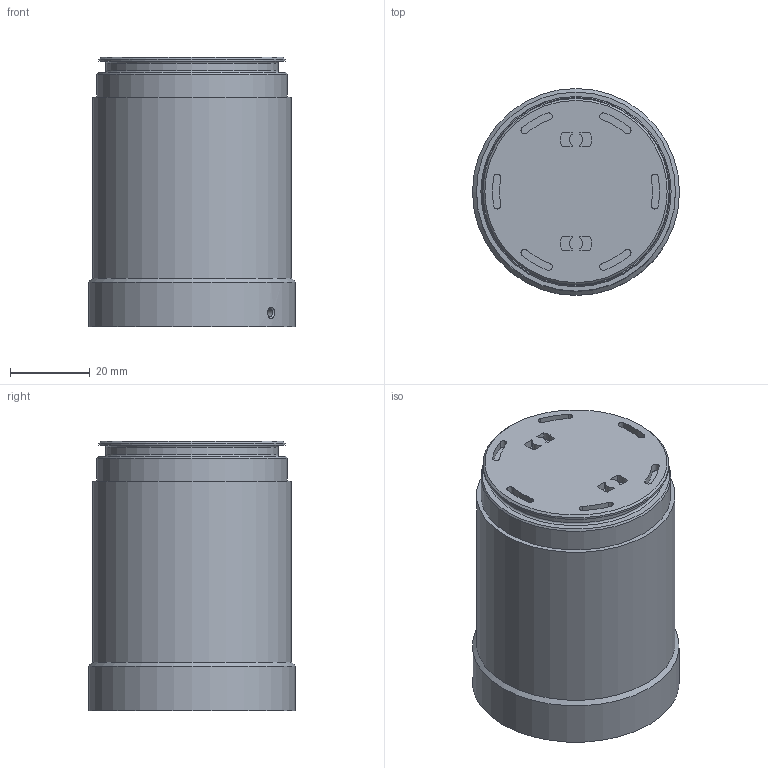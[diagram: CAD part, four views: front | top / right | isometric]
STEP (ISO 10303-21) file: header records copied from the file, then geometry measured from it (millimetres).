
FILE_DESCRIPTION(/* description */ (''),/* implementation_level */ '2;1');
FILE_NAME(/* name */ 'VLL.stp',/* time_stamp */ '2012-12-04T08:49:06+01:00',/* author */ (''),/* organization */ (''),/* preprocessor_version */ 'ST-DEVELOPER v11',/* originating_system */ 'SIEMENS PLM Software NX 7.5',/* authorisation */ '');
FILE_SCHEMA (('AUTOMOTIVE_DESIGN { 1 0 10303 214 1 1 1 1 }'));
Length unit declared in the file: millimetre
Products named in the file (1): m.neDA04hqi6
Bounding box: 52 x 52 x 67.7 mm (x, y, z)
Volume: 119655.6 mm3; surface area: 16647.8 mm2
Topology: 1 solids, 1 shells, 121 faces, 299 edges, 200 vertices
Faces by surface type: plane 65, cylinder 48, cone 6, torus 2
Full cylindrical faces by diameter (mm): 1.5 x6, 2 x1, 43.3 x1, 46.8 x1, 47.8 x1, 50 x1, 50.4 x1, 52 x1
Entity records: 3553 total; most frequent: CARTESIAN_POINT 705, DIRECTION 631, ORIENTED_EDGE 530, EDGE_CURVE 265, AXIS2_PLACEMENT_3D 253, VERTEX_POINT 187, EDGE_LOOP 162, LINE 125
